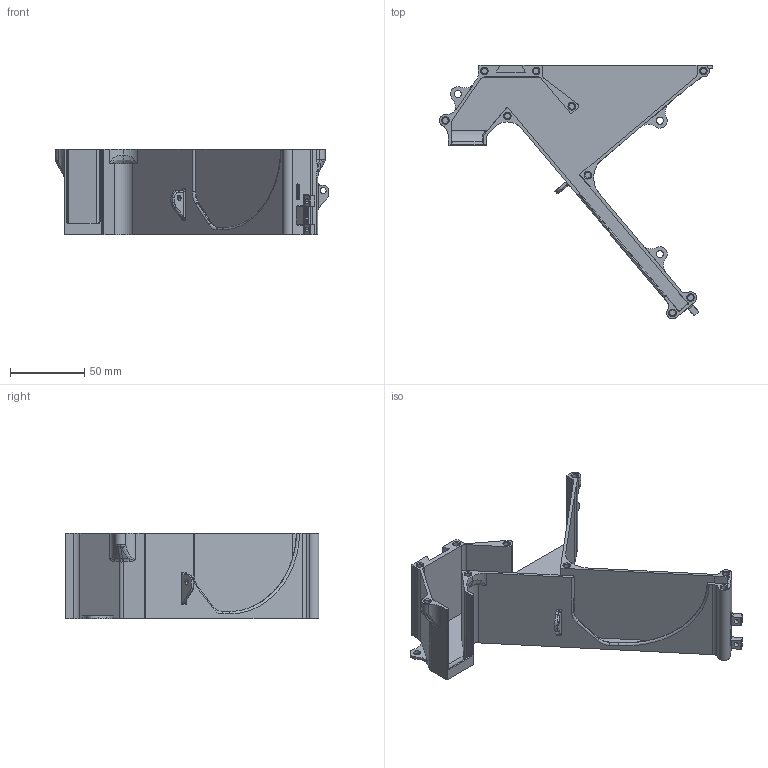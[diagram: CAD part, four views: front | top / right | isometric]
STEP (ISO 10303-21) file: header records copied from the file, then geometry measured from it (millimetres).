
FILE_DESCRIPTION (( 'STEP AP214' ), '1' );
FILE_NAME ('CFV5_Pump_MainBody.STEP', '2025-01-11T16:53:24', ( '' ), ( '' ), 'SwSTEP 2.0', 'SolidWorks 2025', '' );
FILE_SCHEMA (( 'AUTOMOTIVE_DESIGN' ));
Length unit declared in the file: millimetre
Products named in the file (1): CFV5_Pump_MainBody
Bounding box: 184.46 x 171.42 x 58 mm (x, y, z)
Volume: 99531.8 mm3; surface area: 81444 mm2
Topology: 1 solids, 1 shells, 377 faces, 1001 edges, 613 vertices
Faces by surface type: cylinder 168, plane 80, bspline 79, torus 27, cone 19, sphere 4
Entity records: 14322 total; most frequent: CARTESIAN_POINT 5471, ORIENTED_EDGE 1962, DIRECTION 1781, EDGE_CURVE 981, AXIS2_PLACEMENT_3D 698, VERTEX_POINT 613, EDGE_LOOP 402, CIRCLE 399
